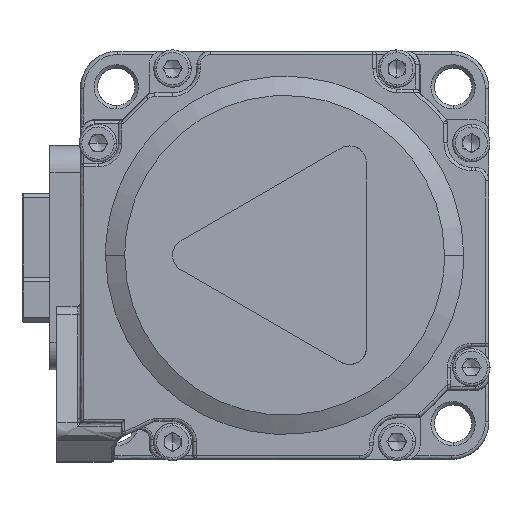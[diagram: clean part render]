
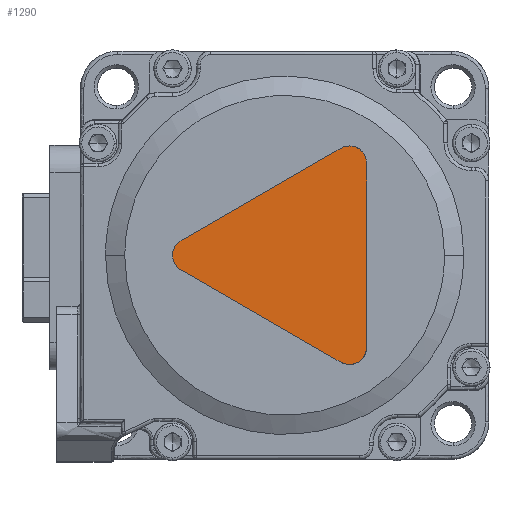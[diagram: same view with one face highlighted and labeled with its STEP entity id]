
A CAD part, left-side view. The second image highlights one B-rep face of the part: STEP entity #1290.
In plain terms, the highlighted free-form (B-spline) face has degree [1, 1] with [2, 2] control points.
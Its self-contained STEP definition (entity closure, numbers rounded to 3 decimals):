
#1290 = ADVANCED_FACE ( 'NONE', ( #51346 ), #98046, .T. ) ;
#1578 = B_SPLINE_CURVE_WITH_KNOTS ( 'NONE', 1,
 ( #7388, #16098 ),
 .UNSPECIFIED., .F., .F.,
 ( 2, 2 ),
 ( 0., 1. ),
 .UNSPECIFIED. ) ;
#3809 = CARTESIAN_POINT ( 'NONE',  ( -0.3, -12.035, -13.57 ) ) ;
#6076 = CARTESIAN_POINT ( 'NONE',  ( -0.3, -12.035, 13.57 ) ) ;
#6890 = VERTEX_POINT ( 'NONE', #57840 ) ;
#7388 = CARTESIAN_POINT ( 'NONE',  ( -0.3, -12.035, 13.57 ) ) ;
#8411 = CARTESIAN_POINT ( 'NONE',  ( -0.3, -12.035, -13.57 ) ) ;
#9860 = CARTESIAN_POINT ( 'NONE',  ( -0.3, -12.035, 16.263 ) ) ;
#10853 = VERTEX_POINT ( 'NONE', #99884 ) ;
#13004 = EDGE_CURVE ( 'NONE', #84516, #36706, #29785, .T. ) ;
#14055 = CARTESIAN_POINT ( 'NONE',  ( -0.3, -8.285, 15.735 ) ) ;
#15664 = EDGE_CURVE ( 'NONE', #105435, #10853, #40980, .T. ) ;
#16098 = CARTESIAN_POINT ( 'NONE',  ( -0.3, -12.035, -13.57 ) ) ;
#20828 = ORIENTED_EDGE ( 'NONE', *, *, #41778, .F. ) ;
#21889 = CARTESIAN_POINT ( 'NONE',  ( -0.3, -10.16, 16.817 ) ) ;
#22958 = CARTESIAN_POINT ( 'NONE',  ( -0.3, -12.035, 15.735 ) ) ;
#26390 = ORIENTED_EDGE ( 'NONE', *, *, #100153, .F. ) ;
#27290 = CARTESIAN_POINT ( 'NONE',  ( -0.3, -9.535, -16.07 ) ) ;
#27808 = CARTESIAN_POINT ( 'NONE',  ( -0.3, -10.999, -16.07 ) ) ;
#29434 = CARTESIAN_POINT ( 'NONE',  ( -0.3, 16.64, -16.263 ) ) ;
#29785 =( BOUNDED_CURVE ( )  B_SPLINE_CURVE ( 3, ( #6076, #22958, #21889, #72123 ),
 .UNSPECIFIED., .F., .F. ) 
 B_SPLINE_CURVE_WITH_KNOTS ( ( 4, 4 ),
 ( -2.094, 0. ),
 .UNSPECIFIED. ) 
 CURVE ( )  GEOMETRIC_REPRESENTATION_ITEM ( )  RATIONAL_B_SPLINE_CURVE ( ( 1., 0.667, 0.667, 1. ) ) 
 REPRESENTATION_ITEM ( '' )  );
#34524 = EDGE_CURVE ( 'NONE', #84885, #36706, #80769, .T. ) ;
#35645 = CARTESIAN_POINT ( 'NONE',  ( -0.3, 7.385, -6.688 ) ) ;
#36706 = VERTEX_POINT ( 'NONE', #79365 ) ;
#36905 = EDGE_CURVE ( 'NONE', #84885, #10853, #97889, .T. ) ;
#37633 = CARTESIAN_POINT ( 'NONE',  ( -0.3, -9.535, -16.07 ) ) ;
#38055 = CARTESIAN_POINT ( 'NONE',  ( -0.3, -12.035, 13.57 ) ) ;
#40980 = B_SPLINE_CURVE_WITH_KNOTS ( 'NONE', 3,
 ( #45435, #45967, #35645, #78736 ),
 .UNSPECIFIED., .F., .F.,
 ( 4, 4 ),
 ( 0., 1. ),
 .UNSPECIFIED. ) ;
#41778 = EDGE_CURVE ( 'NONE', #105435, #6890, #54827, .T. ) ;
#43151 = CARTESIAN_POINT ( 'NONE',  ( -0.3, 16.64, 16.263 ) ) ;
#43264 = CARTESIAN_POINT ( 'NONE',  ( -0.3, 17.094, -1.083 ) ) ;
#45435 = CARTESIAN_POINT ( 'NONE',  ( -0.3, -8.285, -15.735 ) ) ;
#45967 = CARTESIAN_POINT ( 'NONE',  ( -0.3, -0.45, -11.212 ) ) ;
#50378 = CARTESIAN_POINT ( 'NONE',  ( -0.3, 15.219, 2.165 ) ) ;
#51346 = FACE_OUTER_BOUND ( 'NONE', #95249, .T. ) ;
#54827 =( BOUNDED_CURVE ( )  B_SPLINE_CURVE ( 3, ( #102115, #95527, #61118, #27290 ),
 .UNSPECIFIED., .F., .F. ) 
 B_SPLINE_CURVE_WITH_KNOTS ( ( 4, 4 ),
 ( -0.524, 0. ),
 .UNSPECIFIED. ) 
 CURVE ( )  GEOMETRIC_REPRESENTATION_ITEM ( )  RATIONAL_B_SPLINE_CURVE ( ( 1., 0.977, 0.977, 1. ) ) 
 REPRESENTATION_ITEM ( '' )  );
#57840 = CARTESIAN_POINT ( 'NONE',  ( -0.3, -9.535, -16.07 ) ) ;
#61118 = CARTESIAN_POINT ( 'NONE',  ( -0.3, -9.093, -16.07 ) ) ;
#64434 = CARTESIAN_POINT ( 'NONE',  ( -0.3, -8.285, -15.735 ) ) ;
#64462 =( BOUNDED_CURVE ( )  B_SPLINE_CURVE ( 3, ( #37633, #27808, #102658, #3809 ),
 .UNSPECIFIED., .F., .F. ) 
 B_SPLINE_CURVE_WITH_KNOTS ( ( 4, 4 ),
 ( -1.571, 0. ),
 .UNSPECIFIED. ) 
 CURVE ( )  GEOMETRIC_REPRESENTATION_ITEM ( )  RATIONAL_B_SPLINE_CURVE ( ( 1., 0.805, 0.805, 1. ) ) 
 REPRESENTATION_ITEM ( '' )  );
#72123 = CARTESIAN_POINT ( 'NONE',  ( -0.3, -8.285, 15.735 ) ) ;
#76459 = CARTESIAN_POINT ( 'NONE',  ( -0.3, -12.035, -16.263 ) ) ;
#76565 = CARTESIAN_POINT ( 'NONE',  ( -0.3, 15.219, -2.165 ) ) ;
#78736 = CARTESIAN_POINT ( 'NONE',  ( -0.3, 15.219, -2.165 ) ) ;
#79365 = CARTESIAN_POINT ( 'NONE',  ( -0.3, -8.285, 15.735 ) ) ;
#80769 = B_SPLINE_CURVE_WITH_KNOTS ( 'NONE', 3,
 ( #99166, #82763, #98625, #14055 ),
 .UNSPECIFIED., .F., .F.,
 ( 4, 4 ),
 ( 0., 1. ),
 .UNSPECIFIED. ) ;
#80831 = ORIENTED_EDGE ( 'NONE', *, *, #15664, .T. ) ;
#81993 = ORIENTED_EDGE ( 'NONE', *, *, #34524, .T. ) ;
#82763 = CARTESIAN_POINT ( 'NONE',  ( -0.3, 7.385, 6.688 ) ) ;
#82907 = CARTESIAN_POINT ( 'NONE',  ( -0.3, 15.219, 2.165 ) ) ;
#84516 = VERTEX_POINT ( 'NONE', #38055 ) ;
#84750 = CARTESIAN_POINT ( 'NONE',  ( -0.3, 17.094, 1.083 ) ) ;
#84885 = VERTEX_POINT ( 'NONE', #82907 ) ;
#86806 = ORIENTED_EDGE ( 'NONE', *, *, #94587, .T. ) ;
#94587 = EDGE_CURVE ( 'NONE', #84516, #101978, #1578, .T. ) ;
#95233 = ORIENTED_EDGE ( 'NONE', *, *, #13004, .F. ) ;
#95249 = EDGE_LOOP ( 'NONE', ( #97187, #81993, #95233, #86806, #26390, #20828, #80831 ) ) ;
#95527 = CARTESIAN_POINT ( 'NONE',  ( -0.3, -8.667, -15.956 ) ) ;
#97187 = ORIENTED_EDGE ( 'NONE', *, *, #36905, .F. ) ;
#97889 =( BOUNDED_CURVE ( )  B_SPLINE_CURVE ( 3, ( #50378, #84750, #43264, #76565 ),
 .UNSPECIFIED., .F., .F. ) 
 B_SPLINE_CURVE_WITH_KNOTS ( ( 4, 4 ),
 ( -2.094, 0. ),
 .UNSPECIFIED. ) 
 CURVE ( )  GEOMETRIC_REPRESENTATION_ITEM ( )  RATIONAL_B_SPLINE_CURVE ( ( 1., 0.667, 0.667, 1. ) ) 
 REPRESENTATION_ITEM ( '' )  );
#98046 = B_SPLINE_SURFACE_WITH_KNOTS ( 'NONE', 1, 1, ( 
 ( #9860, #43151 ),
 ( #76459, #29434 ) ),
 .UNSPECIFIED., .F., .F., .F.,
 ( 2, 2 ),
 ( 2, 2 ),
 ( 0., 1. ),
 ( 0., 1. ),
 .UNSPECIFIED. ) ;
#98625 = CARTESIAN_POINT ( 'NONE',  ( -0.3, -0.45, 11.212 ) ) ;
#99166 = CARTESIAN_POINT ( 'NONE',  ( -0.3, 15.219, 2.165 ) ) ;
#99884 = CARTESIAN_POINT ( 'NONE',  ( -0.3, 15.219, -2.165 ) ) ;
#100153 = EDGE_CURVE ( 'NONE', #6890, #101978, #64462, .T. ) ;
#101978 = VERTEX_POINT ( 'NONE', #8411 ) ;
#102115 = CARTESIAN_POINT ( 'NONE',  ( -0.3, -8.285, -15.735 ) ) ;
#102658 = CARTESIAN_POINT ( 'NONE',  ( -0.3, -12.035, -15.034 ) ) ;
#105435 = VERTEX_POINT ( 'NONE', #64434 ) ;
